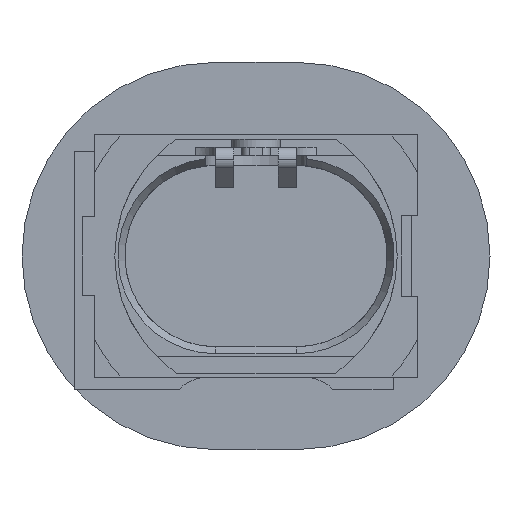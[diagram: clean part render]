
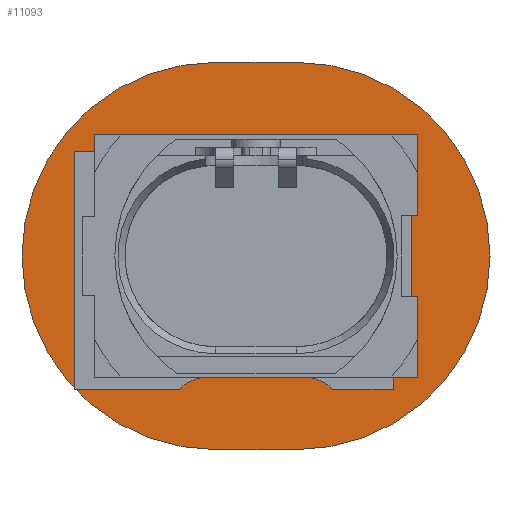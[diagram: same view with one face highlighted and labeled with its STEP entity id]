
A CAD part, front view. The second image highlights one B-rep face of the part: STEP entity #11093.
In plain terms, the highlighted planar face has unit normal (0, -1, 0).
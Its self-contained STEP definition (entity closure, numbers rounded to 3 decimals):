
#150 = VERTEX_POINT ( 'NONE', #9180 ) ;
#321 = ORIENTED_EDGE ( 'NONE', *, *, #2899, .F. ) ;
#333 = VECTOR ( 'NONE', #8886, 1000. ) ;
#511 = ORIENTED_EDGE ( 'NONE', *, *, #8779, .T. ) ;
#553 = LINE ( 'NONE', #10804, #3198 ) ;
#613 = ORIENTED_EDGE ( 'NONE', *, *, #6394, .F. ) ;
#638 = VERTEX_POINT ( 'NONE', #9828 ) ;
#707 = CIRCLE ( 'NONE', #4111, 3.4 ) ;
#851 = CARTESIAN_POINT ( 'NONE',  ( -1., 10.9, -4.8 ) ) ;
#855 = ORIENTED_EDGE ( 'NONE', *, *, #4136, .F. ) ;
#1087 = VERTEX_POINT ( 'NONE', #5933 ) ;
#1116 = LINE ( 'NONE', #4493, #333 ) ;
#1131 = CARTESIAN_POINT ( 'NONE',  ( 2.775, 10.9, -2.9 ) ) ;
#1249 = ORIENTED_EDGE ( 'NONE', *, *, #3666, .T. ) ;
#1329 = DIRECTION ( 'NONE',  ( 0., -1., 0. ) ) ;
#1460 = ORIENTED_EDGE ( 'NONE', *, *, #9082, .F. ) ;
#1568 = DIRECTION ( 'NONE',  ( 0., -1., 0. ) ) ;
#2043 = DIRECTION ( 'NONE',  ( 0., 0., 1. ) ) ;
#2062 = EDGE_CURVE ( 'Defeature ausgef�hrt5_82+Defeature ausgef�hrt5_3+Defeature ausgef�hrt5_78+Defeature ausgef�hrt5_75', #7557, #2908, #8941, .T. ) ;
#2176 = CARTESIAN_POINT ( 'NONE',  ( -5.9, 10.9, 0. ) ) ;
#2590 = VECTOR ( 'NONE', #8835, 1000. ) ;
#2626 = CARTESIAN_POINT ( 'NONE',  ( -2.775, 10.9, -2.9 ) ) ;
#2642 = VERTEX_POINT ( 'NONE', #2788 ) ;
#2788 = CARTESIAN_POINT ( 'NONE',  ( 3.85, 10.9, 1.854 ) ) ;
#2841 = ORIENTED_EDGE ( 'NONE', *, *, #6625, .F. ) ;
#2899 = EDGE_CURVE ( 'Defeature ausgef�hrt5_77+Defeature ausgef�hrt5_3+Defeature ausgef�hrt5_81+Defeature ausgef�hrt5_80', #8729, #9935, #553, .T. ) ;
#2908 = VERTEX_POINT ( 'NONE', #9961 ) ;
#2943 = LINE ( 'NONE', #8006, #9559 ) ;
#2962 = CARTESIAN_POINT ( 'NONE',  ( -1., 10.9, 0. ) ) ;
#3079 = DIRECTION ( 'NONE',  ( 0., -1., 0. ) ) ;
#3198 = VECTOR ( 'NONE', #5677, 1000. ) ;
#3371 = CARTESIAN_POINT ( 'NONE',  ( 1., 10.9, 0. ) ) ;
#3457 = CIRCLE ( 'NONE', #9747, 3.4 ) ;
#3509 = EDGE_CURVE ( 'Defeature ausgef�hrt5_78+Defeature ausgef�hrt5_3+Defeature ausgef�hrt5_79+Defeature ausgef�hrt5_82', #9425, #7557, #1116, .T. ) ;
#3666 = EDGE_CURVE ( 'Defeature ausgef�hrt5_3+Defeature ausgef�hrt5_13+Defeature ausgef�hrt5_12+Defeature ausgef�hrt5_10', #9017, #1087, #9167, .T. ) ;
#3807 = FACE_BOUND ( 'NONE', #8575, .T. ) ;
#4057 = DIRECTION ( 'NONE',  ( 0., 0., 1. ) ) ;
#4111 = AXIS2_PLACEMENT_3D ( 'NONE', #2962, #6392, #9827 ) ;
#4124 = CIRCLE ( 'NONE', #10591, 4.8 ) ;
#4136 = EDGE_CURVE ( 'Defeature ausgef�hrt5_80+Defeature ausgef�hrt5_3+Defeature ausgef�hrt5_77+Defeature ausgef�hrt5_76', #9935, #150, #707, .T. ) ;
#4172 = EDGE_CURVE ( 'Defeature ausgef�hrt5_3+Defeature ausgef�hrt5_12+Defeature ausgef�hrt5_11+Defeature ausgef�hrt5_13', #5292, #9017, #4124, .T. ) ;
#4270 = DIRECTION ( 'NONE',  ( 0., 0., 1. ) ) ;
#4493 = CARTESIAN_POINT ( 'NONE',  ( 3.85, 10.9, -2.9 ) ) ;
#4706 = CARTESIAN_POINT ( 'NONE',  ( -1., 10.9, 0. ) ) ;
#4929 = VECTOR ( 'NONE', #9866, 1000. ) ;
#5008 = VECTOR ( 'NONE', #7365, 1000. ) ;
#5283 = LINE ( 'NONE', #5393, #2590 ) ;
#5292 = VERTEX_POINT ( 'NONE', #6370 ) ;
#5393 = CARTESIAN_POINT ( 'NONE',  ( -3.85, 10.9, 2.9 ) ) ;
#5677 = DIRECTION ( 'NONE',  ( -1., 0., 0. ) ) ;
#5738 = DIRECTION ( 'NONE',  ( 0., 0., -1. ) ) ;
#5850 = AXIS2_PLACEMENT_3D ( 'NONE', #2176, #3079, #10787 ) ;
#5933 = CARTESIAN_POINT ( 'NONE',  ( 1., 10.9, -4.8 ) ) ;
#5995 = AXIS2_PLACEMENT_3D ( 'NONE', #9078, #6589, #4057 ) ;
#6168 = EDGE_LOOP ( 'NONE', ( #1249, #7918, #511, #8097 ) ) ;
#6370 = CARTESIAN_POINT ( 'NONE',  ( -1., 10.9, 4.8 ) ) ;
#6392 = DIRECTION ( 'NONE',  ( 0., -1., 0. ) ) ;
#6394 = EDGE_CURVE ( 'Defeature ausgef�hrt5_75+Defeature ausgef�hrt5_3+Defeature ausgef�hrt5_82+Defeature ausgef�hrt5_81', #2908, #2642, #2943, .T. ) ;
#6516 = CARTESIAN_POINT ( 'NONE',  ( -2.775, 10.9, 2.9 ) ) ;
#6589 = DIRECTION ( 'NONE',  ( 0., -1., 0. ) ) ;
#6625 = EDGE_CURVE ( 'Defeature ausgef�hrt5_81+Defeature ausgef�hrt5_3+Defeature ausgef�hrt5_75+Defeature ausgef�hrt5_77', #2642, #8729, #3457, .T. ) ;
#6882 = AXIS2_PLACEMENT_3D ( 'NONE', #9233, #9968, #5738 ) ;
#7024 = DIRECTION ( 'NONE',  ( 0., 0., 1. ) ) ;
#7243 = FACE_OUTER_BOUND ( 'NONE', #6168, .T. ) ;
#7365 = DIRECTION ( 'NONE',  ( 1., 0., 0. ) ) ;
#7415 = VERTEX_POINT ( 'NONE', #10200 ) ;
#7557 = VERTEX_POINT ( 'NONE', #1131 ) ;
#7859 = EDGE_CURVE ( 'Defeature ausgef�hrt5_3+Defeature ausgef�hrt5_10+Defeature ausgef�hrt5_13+Defeature ausgef�hrt5_11', #1087, #638, #9763, .T. ) ;
#7918 = ORIENTED_EDGE ( 'NONE', *, *, #7859, .T. ) ;
#7982 = CIRCLE ( 'NONE', #5995, 3.4 ) ;
#8006 = CARTESIAN_POINT ( 'NONE',  ( 3.85, 10.9, 2.9 ) ) ;
#8097 = ORIENTED_EDGE ( 'NONE', *, *, #4172, .T. ) ;
#8329 = ORIENTED_EDGE ( 'NONE', *, *, #3509, .F. ) ;
#8339 = CARTESIAN_POINT ( 'NONE',  ( -5.9, 10.9, 4.8 ) ) ;
#8575 = EDGE_LOOP ( 'NONE', ( #1460, #855, #321, #2841, #613, #9469, #8329, #9832 ) ) ;
#8729 = VERTEX_POINT ( 'NONE', #8798 ) ;
#8779 = EDGE_CURVE ( 'Defeature ausgef�hrt5_3+Defeature ausgef�hrt5_11+Defeature ausgef�hrt5_10+Defeature ausgef�hrt5_12', #638, #5292, #9134, .T. ) ;
#8798 = CARTESIAN_POINT ( 'NONE',  ( 2.775, 10.9, 2.9 ) ) ;
#8835 = DIRECTION ( 'NONE',  ( 0., 0., -1. ) ) ;
#8875 = EDGE_CURVE ( 'Defeature ausgef�hrt5_79+Defeature ausgef�hrt5_3+Defeature ausgef�hrt5_76+Defeature ausgef�hrt5_78', #7415, #9425, #7982, .T. ) ;
#8886 = DIRECTION ( 'NONE',  ( 1., 0., 0. ) ) ;
#8941 = CIRCLE ( 'NONE', #9482, 3.4 ) ;
#9017 = VERTEX_POINT ( 'NONE', #851 ) ;
#9078 = CARTESIAN_POINT ( 'NONE',  ( -1., 10.9, 0. ) ) ;
#9082 = EDGE_CURVE ( 'Defeature ausgef�hrt5_76+Defeature ausgef�hrt5_3+Defeature ausgef�hrt5_80+Defeature ausgef�hrt5_79', #150, #7415, #5283, .T. ) ;
#9102 = PLANE ( 'NONE',  #5850 ) ;
#9134 = LINE ( 'NONE', #8339, #4929 ) ;
#9167 = LINE ( 'NONE', #9900, #5008 ) ;
#9180 = CARTESIAN_POINT ( 'NONE',  ( -3.85, 10.9, 1.854 ) ) ;
#9233 = CARTESIAN_POINT ( 'NONE',  ( 1., 10.9, 0. ) ) ;
#9425 = VERTEX_POINT ( 'NONE', #2626 ) ;
#9469 = ORIENTED_EDGE ( 'NONE', *, *, #2062, .F. ) ;
#9482 = AXIS2_PLACEMENT_3D ( 'NONE', #11085, #1568, #4270 ) ;
#9559 = VECTOR ( 'NONE', #2043, 1000. ) ;
#9747 = AXIS2_PLACEMENT_3D ( 'NONE', #3371, #10347, #7024 ) ;
#9763 = CIRCLE ( 'NONE', #6882, 4.8 ) ;
#9827 = DIRECTION ( 'NONE',  ( 0., 0., 1. ) ) ;
#9828 = CARTESIAN_POINT ( 'NONE',  ( 1., 10.9, 4.8 ) ) ;
#9832 = ORIENTED_EDGE ( 'NONE', *, *, #8875, .F. ) ;
#9866 = DIRECTION ( 'NONE',  ( -1., 0., 0. ) ) ;
#9900 = CARTESIAN_POINT ( 'NONE',  ( -5.9, 10.9, -4.8 ) ) ;
#9935 = VERTEX_POINT ( 'NONE', #6516 ) ;
#9961 = CARTESIAN_POINT ( 'NONE',  ( 3.85, 10.9, -1.854 ) ) ;
#9968 = DIRECTION ( 'NONE',  ( 0., -1., 0. ) ) ;
#10200 = CARTESIAN_POINT ( 'NONE',  ( -3.85, 10.9, -1.854 ) ) ;
#10347 = DIRECTION ( 'NONE',  ( 0., -1., 0. ) ) ;
#10591 = AXIS2_PLACEMENT_3D ( 'NONE', #4706, #1329, #11053 ) ;
#10787 = DIRECTION ( 'NONE',  ( 0., 0., -1. ) ) ;
#10804 = CARTESIAN_POINT ( 'NONE',  ( 3.85, 10.9, 2.9 ) ) ;
#11053 = DIRECTION ( 'NONE',  ( 0., 0., -1. ) ) ;
#11085 = CARTESIAN_POINT ( 'NONE',  ( 1., 10.9, 0. ) ) ;
#11093 = ADVANCED_FACE ( 'Defeature ausgef�hrt5_3', ( #3807, #7243 ), #9102, .T. ) ;
